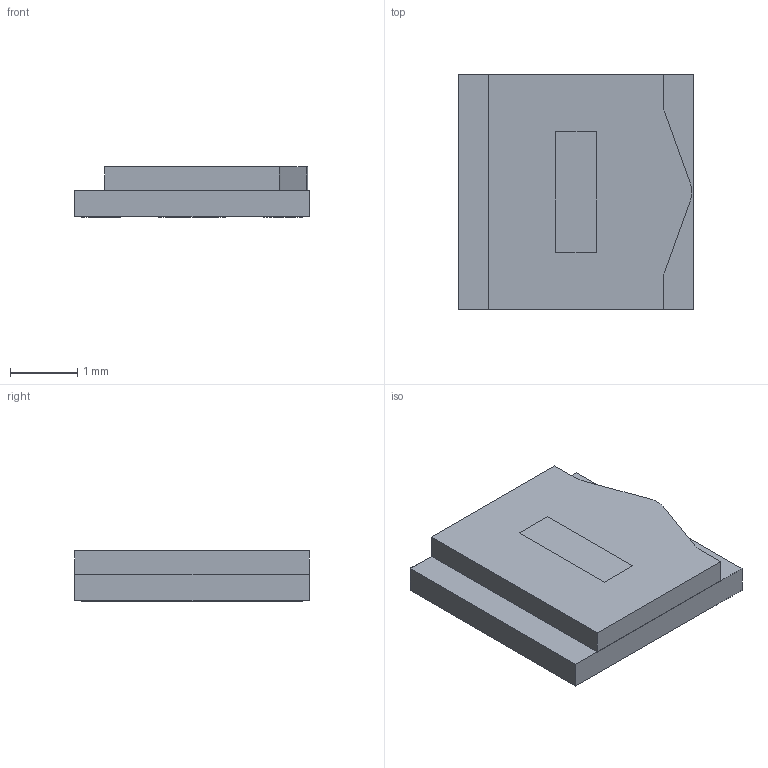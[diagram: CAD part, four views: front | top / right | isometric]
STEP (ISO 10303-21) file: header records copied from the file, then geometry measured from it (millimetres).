
FILE_DESCRIPTION (( 'STEP AP214' ), '1' );
FILE_NAME ('NJ2W270B.STEP', '2018-11-16T04:36:23', ( '' ), ( '' ), 'SwSTEP 2.0', 'SolidWorks 2015', '' );
FILE_SCHEMA (( 'AUTOMOTIVE_DESIGN' ));
Length unit declared in the file: millimetre
Products named in the file (5): parts4; parts3; parts2; parts1; NJ2W270B
Assembly tree (4 placements, depth 2):
  NJ2W270B
    parts1
    parts2
    parts3
    parts4
Bounding box: 3.5 x 3.5 x 0.75 mm (x, y, z)
Volume: 8.3 mm3; surface area: 70.6 mm2
Topology: 6 solids, 6 shells, 58 faces, 135 edges, 90 vertices
Faces by surface type: plane 44, cylinder 14
Entity records: 1863 total; most frequent: DIRECTION 293, CARTESIAN_POINT 290, ORIENTED_EDGE 270, EDGE_CURVE 135, VECTOR 107, LINE 107, AXIS2_PLACEMENT_3D 93, VERTEX_POINT 90
